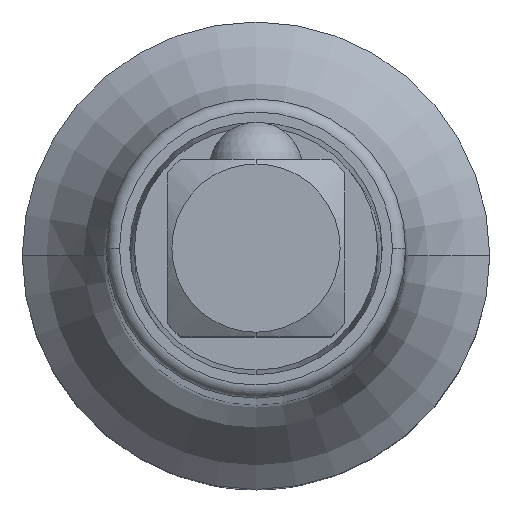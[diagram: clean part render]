
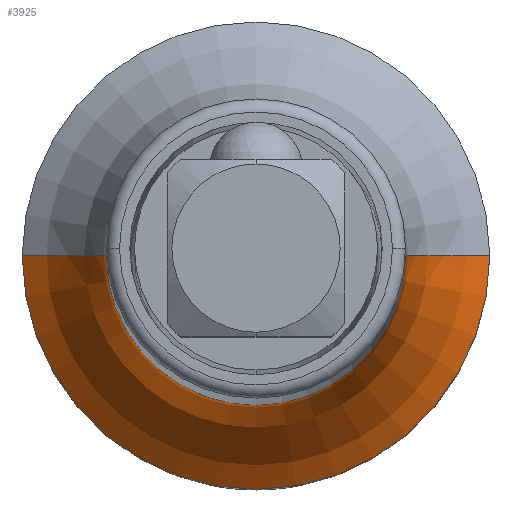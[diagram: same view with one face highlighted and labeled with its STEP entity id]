
A CAD part, top view. The second image highlights one B-rep face of the part: STEP entity #3925.
In plain terms, the highlighted toroidal (fillet/blend) face has major radius 18 mm and minor radius 10 mm.
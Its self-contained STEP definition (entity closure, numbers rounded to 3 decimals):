
#3403=CARTESIAN_POINT('',(0.,0.,17.2));
#3404=DIRECTION('',(0.,0.,1.));
#3405=DIRECTION('',(-1.,0.,0.));
#3406=AXIS2_PLACEMENT_3D('',#3403,#3404,#3405);
#3486=CARTESIAN_POINT('',(18.,0.,
25.552));
#3487=DIRECTION('',(0.,1.,0.));
#3488=DIRECTION('',(-0.55,0.,-0.835));
#3489=AXIS2_PLACEMENT_3D('',#3486,#3487,#3488);
#3494=CARTESIAN_POINT('',(-18.,0.,
25.552));
#3495=DIRECTION('',(0.,-1.,0.));
#3496=DIRECTION('',(0.55,0.,-0.835));
#3497=AXIS2_PLACEMENT_3D('',#3494,#3495,#3496);
#3510=CARTESIAN_POINT('',(0.,0.,25.552));
#3511=DIRECTION('',(0.,0.,1.));
#3512=DIRECTION('',(-1.,0.,0.));
#3513=AXIS2_PLACEMENT_3D('',#3510,#3511,#3512);
#3642=CARTESIAN_POINT('',(-12.5,0.,17.2));
#3643=CARTESIAN_POINT('',(12.5,0.,17.2));
#3644=VERTEX_POINT('',#3642);
#3645=VERTEX_POINT('',#3643);
#3646=CARTESIAN_POINT('',(-8.,0.,25.552));
#3647=CARTESIAN_POINT('',(8.,0.,25.552));
#3648=VERTEX_POINT('',#3646);
#3649=VERTEX_POINT('',#3647);
#3913=CARTESIAN_POINT('',(0.,0.,25.552));
#3914=DIRECTION('',(0.,0.,1.));
#3915=DIRECTION('',(-1.,0.,0.));
#3916=AXIS2_PLACEMENT_3D('',#3913,#3914,#3915);
#3917=TOROIDAL_SURFACE('',#3916,18.,10.);
#3918=ORIENTED_EDGE('',*,*,#3847,.F.);
#3919=ORIENTED_EDGE('',*,*,#3908,.T.);
#3921=ORIENTED_EDGE('',*,*,#3920,.T.);
#3922=ORIENTED_EDGE('',*,*,#3904,.F.);
#3923=EDGE_LOOP('',(#3918,#3919,#3921,#3922));
#3924=FACE_OUTER_BOUND('',#3923,.F.);
#3925=ADVANCED_FACE('',(#3924),#3917,.F.);
#3407=CIRCLE('',#3406,12.5);
#3490=CIRCLE('',#3489,10.);
#3498=CIRCLE('',#3497,10.);
#3514=CIRCLE('',#3513,8.);
#3847=EDGE_CURVE('',#3644,#3645,#3407,.T.);
#3904=EDGE_CURVE('',#3645,#3649,#3490,.T.);
#3908=EDGE_CURVE('',#3644,#3648,#3498,.T.);
#3920=EDGE_CURVE('',#3648,#3649,#3514,.T.);
